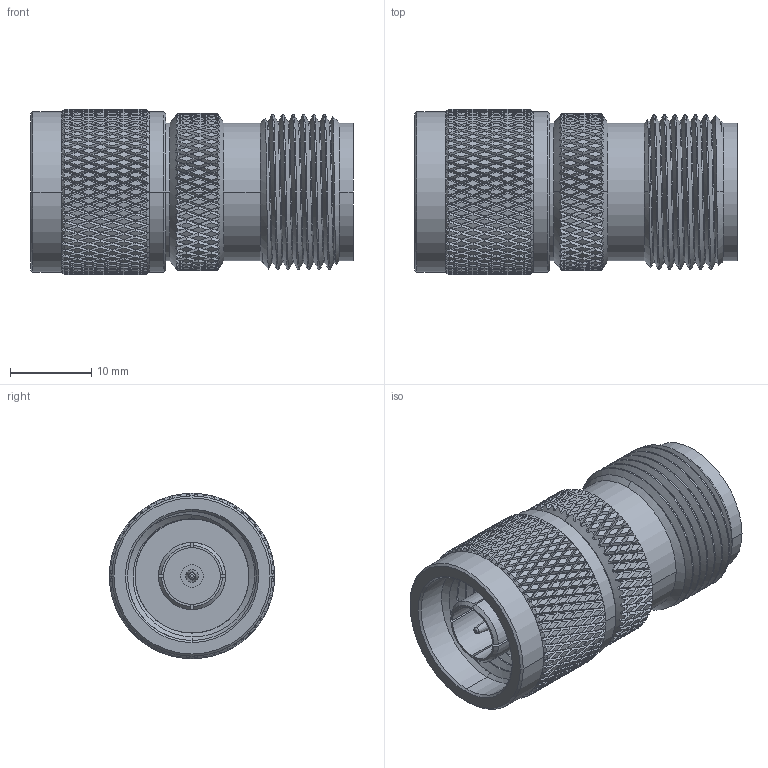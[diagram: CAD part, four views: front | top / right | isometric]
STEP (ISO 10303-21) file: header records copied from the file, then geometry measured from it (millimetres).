
FILE_DESCRIPTION (( 'STEP AP214' ), '1' );
FILE_NAME ('PE9125.STEP', '2018-02-02T16:28:32', ( '' ), ( '' ), 'SwSTEP 2.0', 'SolidWorks 2017', '' );
FILE_SCHEMA (( 'AUTOMOTIVE_DESIGN' ));
Length unit declared in the file: inch
Products named in the file (1): PE9125
Bounding box: 39.7 x 20.32 x 20.32 mm (x, y, z)
Volume: 7513.7 mm3; surface area: 6456.5 mm2
Topology: 2 solids, 2 shells, 3855 faces, 8336 edges, 4495 vertices
Faces by surface type: bspline 2966, cylinder 799, plane 46, cone 42, torus 2
Entity records: 144188 total; most frequent: CARTESIAN_POINT 93451, ORIENTED_EDGE 16672, EDGE_CURVE 8336, VERTEX_POINT 4495, EDGE_LOOP 3865, ADVANCED_FACE 3855, FACE_OUTER_BOUND 3855, B_SPLINE_CURVE_WITH_KNOTS 3717
